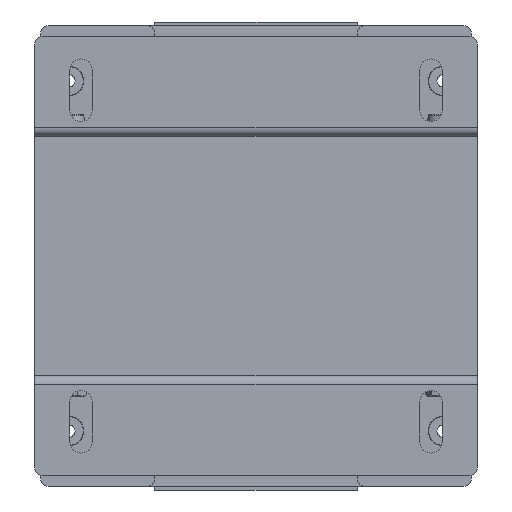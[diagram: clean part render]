
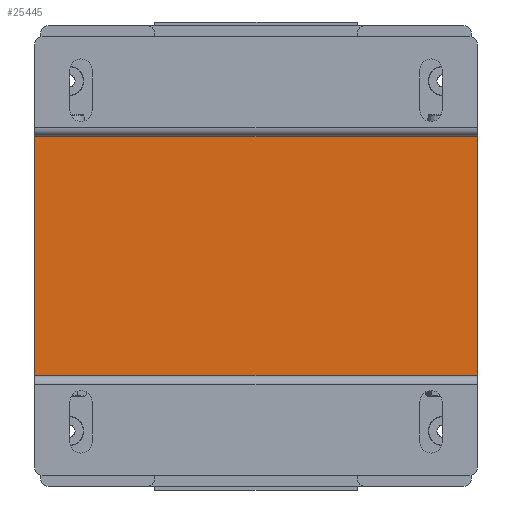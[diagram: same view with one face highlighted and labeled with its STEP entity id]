
A CAD part, front view. The second image highlights one B-rep face of the part: STEP entity #25445.
In plain terms, the highlighted planar face has unit normal (0, -1, 0).
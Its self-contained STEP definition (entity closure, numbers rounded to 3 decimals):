
#9228 = LINE ( 'NONE', #18711, #135046 ) ;
#10276 = EDGE_CURVE ( 'NONE', #116400, #123572, #96289, .T. ) ;
#16298 = ORIENTED_EDGE ( 'NONE', *, *, #24293, .T. ) ;
#18330 = VECTOR ( 'NONE', #144663, 1000. ) ;
#18711 = CARTESIAN_POINT ( 'NONE',  ( -249.79, -42.814, 127.882 ) ) ;
#24293 = EDGE_CURVE ( 'NONE', #107163, #123572, #145363, .T. ) ;
#25445 = ADVANCED_FACE ( 'NONE', ( #105948 ), #83844, .F. ) ;
#27396 = CARTESIAN_POINT ( 'NONE',  ( -129.79, -42.814, 62.882 ) ) ;
#28990 = CARTESIAN_POINT ( 'NONE',  ( -249.79, -42.814, 62.882 ) ) ;
#31382 = EDGE_LOOP ( 'NONE', ( #16298, #134893, #46922, #41107 ) ) ;
#40447 = VECTOR ( 'NONE', #65912, 1000. ) ;
#41107 = ORIENTED_EDGE ( 'NONE', *, *, #60181, .T. ) ;
#46707 = VERTEX_POINT ( 'NONE', #108725 ) ;
#46922 = ORIENTED_EDGE ( 'NONE', *, *, #66850, .F. ) ;
#55481 = LINE ( 'NONE', #56222, #40447 ) ;
#56222 = CARTESIAN_POINT ( 'NONE',  ( -129.79, -42.814, 127.882 ) ) ;
#60181 = EDGE_CURVE ( 'NONE', #46707, #107163, #9228, .T. ) ;
#61786 = CARTESIAN_POINT ( 'NONE',  ( -129.79, -42.814, 127.882 ) ) ;
#63125 = DIRECTION ( 'NONE',  ( 0., 0., -1. ) ) ;
#64581 = CARTESIAN_POINT ( 'NONE',  ( -129.79, -42.814, 127.882 ) ) ;
#65912 = DIRECTION ( 'NONE',  ( 1., 0., 0. ) ) ;
#66850 = EDGE_CURVE ( 'NONE', #46707, #116400, #55481, .T. ) ;
#77537 = CARTESIAN_POINT ( 'NONE',  ( -129.79, -42.814, 62.882 ) ) ;
#78617 = DIRECTION ( 'NONE',  ( -1., 0., 0. ) ) ;
#83844 = PLANE ( 'NONE',  #87377 ) ;
#87377 = AXIS2_PLACEMENT_3D ( 'NONE', #64581, #99332, #78617 ) ;
#96289 = LINE ( 'NONE', #141291, #126670 ) ;
#99212 = DIRECTION ( 'NONE',  ( 0., 0., -1. ) ) ;
#99332 = DIRECTION ( 'NONE',  ( 0., 1., 0. ) ) ;
#105948 = FACE_OUTER_BOUND ( 'NONE', #31382, .T. ) ;
#107163 = VERTEX_POINT ( 'NONE', #28990 ) ;
#108725 = CARTESIAN_POINT ( 'NONE',  ( -249.79, -42.814, 127.882 ) ) ;
#116400 = VERTEX_POINT ( 'NONE', #61786 ) ;
#123572 = VERTEX_POINT ( 'NONE', #27396 ) ;
#126670 = VECTOR ( 'NONE', #99212, 1000. ) ;
#134893 = ORIENTED_EDGE ( 'NONE', *, *, #10276, .F. ) ;
#135046 = VECTOR ( 'NONE', #63125, 1000. ) ;
#141291 = CARTESIAN_POINT ( 'NONE',  ( -129.79, -42.814, 127.882 ) ) ;
#144663 = DIRECTION ( 'NONE',  ( 1., 0., 0. ) ) ;
#145363 = LINE ( 'NONE', #77537, #18330 ) ;
